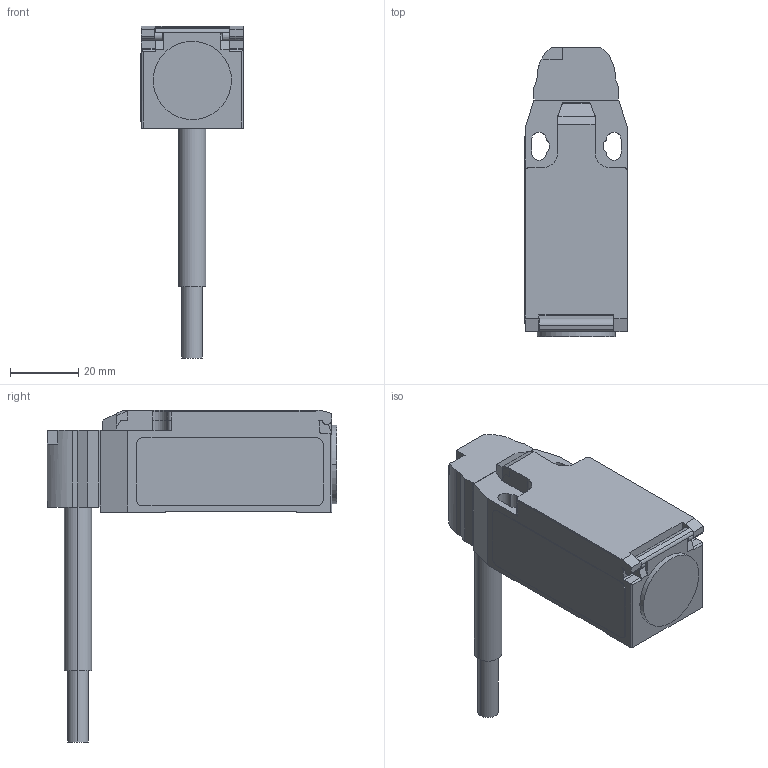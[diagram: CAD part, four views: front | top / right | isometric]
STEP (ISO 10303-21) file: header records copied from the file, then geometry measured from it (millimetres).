
FILE_DESCRIPTION((''),'2;1');
FILE_NAME('3d_KBP3L12.stp','2012-10-03T08:08:38',(''),(''),'Mechanical Desktop 2011','Mechanical Desktop 2011',', , ');
FILE_SCHEMA(('CONFIG_CONTROL_DESIGN'));
Length unit declared in the file: millimetre
Products named in the file (1): Product
Bounding box: 30.2 x 85.18 x 97.6 mm (x, y, z)
Volume: 67111.8 mm3; surface area: 15400.3 mm2
Topology: 4 solids, 4 shells, 149 faces, 448 edges, 321 vertices
Faces by surface type: plane 100, cylinder 46, bspline 3
Entity records: 5138 total; most frequent: CARTESIAN_POINT 941, ORIENTED_EDGE 866, DIRECTION 839, EDGE_CURVE 433, VECTOR 351, LINE 351, VERTEX_POINT 292, AXIS2_PLACEMENT_3D 244
